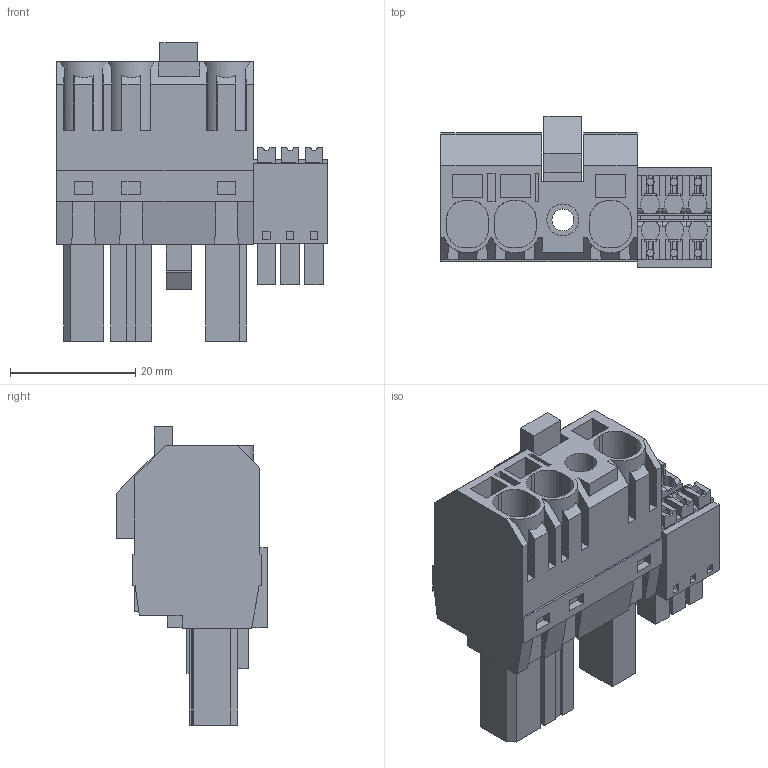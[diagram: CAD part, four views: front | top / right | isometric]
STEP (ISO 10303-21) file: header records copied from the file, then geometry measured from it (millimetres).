
FILE_DESCRIPTION(('CATIA V5 STEP Exchange','CAx-IF Rec.Pracs.--- Model Styling and Organization---1.4--- 2014-01-23'),'2;1');
FILE_NAME ('D1448303_1_1081720000_1081720000.stp','2023-09-07T12:49:43+00:00',('none'),('Weidmueller'),'CATIA Version 5-6 Release 2016 SP3 HF44','CATIA V5 STEP AP214','none');
FILE_SCHEMA(('AUTOMOTIVE_DESIGN { 1 0 10303 214 1 1 1 1 }'));
Length unit declared in the file: millimetre
Products named in the file (1): 1081720000
Bounding box: 43.22 x 24.13 x 47.7 mm (x, y, z)
Volume: 19710.7 mm3; surface area: 10998.9 mm2
Topology: 8 solids, 8 shells, 676 faces, 1866 edges, 1239 vertices
Faces by surface type: plane 603, cylinder 73
Entity records: 20366 total; most frequent: CARTESIAN_POINT 4028, ORIENTED_EDGE 3732, DIRECTION 2722, EDGE_CURVE 1866, VECTOR 1646, LINE 1646, VERTEX_POINT 1239, EDGE_LOOP 723
